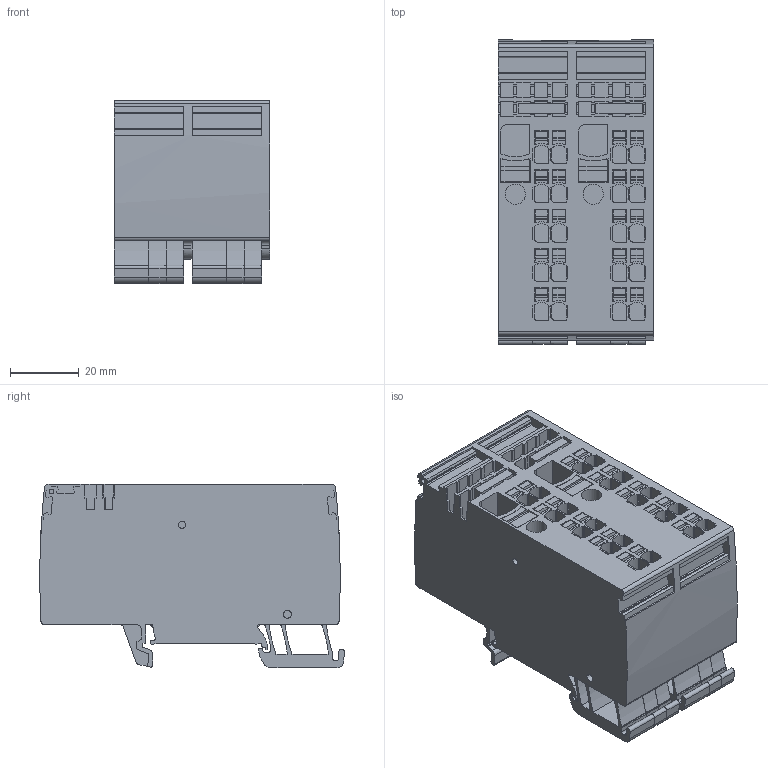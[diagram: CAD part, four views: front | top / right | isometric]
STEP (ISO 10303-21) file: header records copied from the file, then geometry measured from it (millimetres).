
FILE_DESCRIPTION(('CATIA V5 STEP Exchange','CAx-IF Rec.Pracs.--- Model Styling and Organization---1.5--- 2016-08-15','CAx-IF Rec.Pracs.---Supplemental Geometry---1.0---2011-11-01','CAx-IF Rec.Pracs.--- Composite Materials ---1.1---2010-07-15'),'2;1');
FILE_NAME ('D1463037_0', '2025-07-18T13:49:29+00:00', ('none'), ('Weidmueller'), 'CATIA Version 5-6 Release 2024 SP4', 'CATIA V5 STEP AP214 v3', 'none');
FILE_SCHEMA(('AUTOMOTIVE_DESIGN { 1 0 10303 214 1 1 1 1 }'));
Length unit declared in the file: millimetre
Products named in the file (1): 2506350000
Bounding box: 45.2 x 88.37 x 53.13 mm (x, y, z)
Volume: 158499.7 mm3; surface area: 44275.9 mm2
Topology: 1 solids, 42 shells, 1771 faces, 5200 edges, 3568 vertices
Faces by surface type: plane 1293, cylinder 466, extrusion 12
Entity records: 56545 total; most frequent: CARTESIAN_POINT 12043, ORIENTED_EDGE 10400, DIRECTION 7142, EDGE_CURVE 5200, VECTOR 4079, LINE 4067, VERTEX_POINT 3568, AXIS2_PLACEMENT_3D 1990
